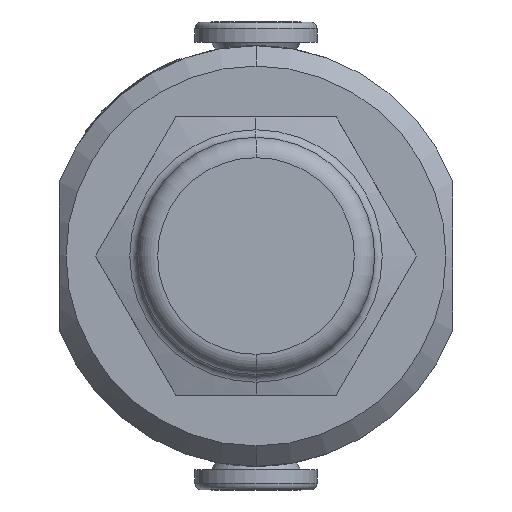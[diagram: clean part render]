
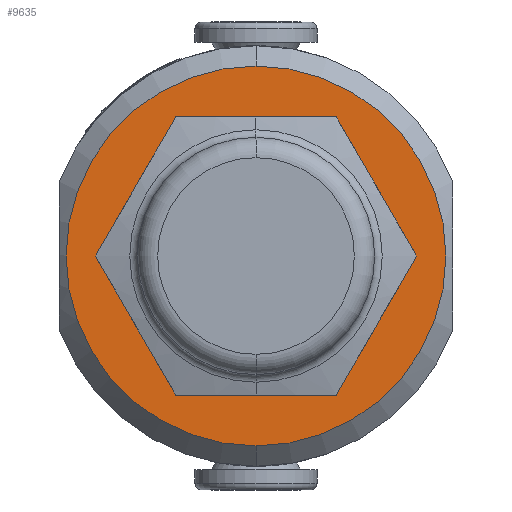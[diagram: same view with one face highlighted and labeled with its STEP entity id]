
A CAD part, front view. The second image highlights one B-rep face of the part: STEP entity #9635.
In plain terms, the highlighted planar face has unit normal (0, -1, 0).
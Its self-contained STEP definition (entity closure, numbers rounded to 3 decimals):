
#74 = AXIS2_PLACEMENT_3D ( 'NONE', #7926, #3432, #8717 ) ;
#250 = VERTEX_POINT ( 'NONE', #5815 ) ;
#561 = DIRECTION ( 'NONE',  ( 0., 0., 1. ) ) ;
#581 = CIRCLE ( 'NONE', #5761, 18.65 ) ;
#638 = EDGE_CURVE ( 'NONE', #250, #5624, #581, .T. ) ;
#1237 = CIRCLE ( 'NONE', #8971, 28. ) ;
#2073 = VERTEX_POINT ( 'NONE', #9020 ) ;
#2133 = ORIENTED_EDGE ( 'NONE', *, *, #3920, .F. ) ;
#2185 = AXIS2_PLACEMENT_3D ( 'NONE', #9559, #5053, #561 ) ;
#2822 = DIRECTION ( 'NONE',  ( 0., 1., 0. ) ) ;
#2910 = ORIENTED_EDGE ( 'NONE', *, *, #638, .T. ) ;
#3221 = CIRCLE ( 'NONE', #3852, 18.65 ) ;
#3359 = CARTESIAN_POINT ( 'NONE',  ( 0., -12.5, 0. ) ) ;
#3375 = CARTESIAN_POINT ( 'NONE',  ( 0., -12.5, 0. ) ) ;
#3432 = DIRECTION ( 'NONE',  ( 0., 1., 0. ) ) ;
#3852 = AXIS2_PLACEMENT_3D ( 'NONE', #3359, #8648, #4127 ) ;
#3920 = EDGE_CURVE ( 'NONE', #5184, #2073, #4218, .T. ) ;
#4127 = DIRECTION ( 'NONE',  ( 0., 0., 1. ) ) ;
#4137 = DIRECTION ( 'NONE',  ( 0., 0., 1. ) ) ;
#4218 = CIRCLE ( 'NONE', #74, 28. ) ;
#5053 = DIRECTION ( 'NONE',  ( 0., 1., 0. ) ) ;
#5184 = VERTEX_POINT ( 'NONE', #7513 ) ;
#5624 = VERTEX_POINT ( 'NONE', #6733 ) ;
#5761 = AXIS2_PLACEMENT_3D ( 'NONE', #7317, #2822, #8077 ) ;
#5764 = PLANE ( 'NONE',  #2185 ) ;
#5815 = CARTESIAN_POINT ( 'NONE',  ( 0., -12.5, -18.65 ) ) ;
#6392 = EDGE_CURVE ( 'NONE', #2073, #5184, #1237, .T. ) ;
#6628 = EDGE_LOOP ( 'NONE', ( #6875, #2910 ) ) ;
#6733 = CARTESIAN_POINT ( 'NONE',  ( 0., -12.5, 18.65 ) ) ;
#6875 = ORIENTED_EDGE ( 'NONE', *, *, #6943, .T. ) ;
#6929 = FACE_OUTER_BOUND ( 'NONE', #9322, .T. ) ;
#6943 = EDGE_CURVE ( 'NONE', #5624, #250, #3221, .T. ) ;
#7317 = CARTESIAN_POINT ( 'NONE',  ( 0., -12.5, 0. ) ) ;
#7497 = ORIENTED_EDGE ( 'NONE', *, *, #6392, .F. ) ;
#7513 = CARTESIAN_POINT ( 'NONE',  ( 0., -12.5, -28. ) ) ;
#7926 = CARTESIAN_POINT ( 'NONE',  ( 0., -12.5, 0. ) ) ;
#8077 = DIRECTION ( 'NONE',  ( 0., 0., 1. ) ) ;
#8648 = DIRECTION ( 'NONE',  ( 0., 1., 0. ) ) ;
#8662 = DIRECTION ( 'NONE',  ( 0., 1., 0. ) ) ;
#8717 = DIRECTION ( 'NONE',  ( 0., 0., 1. ) ) ;
#8965 = FACE_BOUND ( 'NONE', #6628, .T. ) ;
#8971 = AXIS2_PLACEMENT_3D ( 'NONE', #3375, #8662, #4137 ) ;
#9020 = CARTESIAN_POINT ( 'NONE',  ( 0., -12.5, 28. ) ) ;
#9322 = EDGE_LOOP ( 'NONE', ( #7497, #2133 ) ) ;
#9559 = CARTESIAN_POINT ( 'NONE',  ( -28., -12.5, 0. ) ) ;
#9635 = ADVANCED_FACE ( 'NONE', ( #6929, #8965 ), #5764, .F. ) ;
